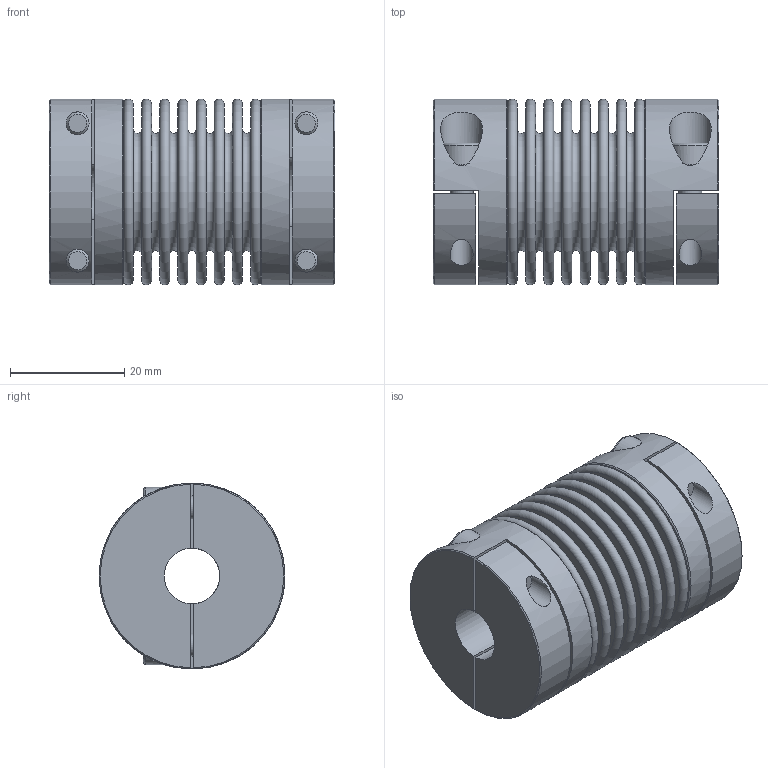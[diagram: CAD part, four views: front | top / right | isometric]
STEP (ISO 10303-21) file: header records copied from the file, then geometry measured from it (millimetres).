
FILE_DESCRIPTION(/* description */ ('STEP AP203'),/* implementation_level */ '2;1');
FILE_NAME(/* name */ 'KB2H-45-50-9.7-12',/* time_stamp */ '2023-06-19T07:51:10+02:00',/* author */ ('License CC BY-ND 4.0'),/* organization */ ('CADENAS'),/* preprocessor_version */ 'ST-DEVELOPER v19.3',/* originating_system */ 'PARTsolutions',/* authorisation */ ' ');
FILE_SCHEMA (('CONFIG_CONTROL_DESIGN','FEATURE_BASED_PROCESS_PLANNING'));
Length unit declared in the file: millimetre
Products named in the file (1): KB2H-45-50-9.7-12
Bounding box: 50 x 32.5 x 32.5 mm (x, y, z)
Volume: 19918.9 mm3; surface area: 25801.4 mm2
Topology: 1 solids, 1 shells, 184 faces, 380 edges, 242 vertices
Faces by surface type: plane 106, torus 38, cylinder 26, cone 14
Full cylindrical faces by diameter (mm): 4 x8, 7 x4, 9.7 x1, 12 x1, 28.2 x2, 32.5 x2
Entity records: 4562 total; most frequent: CARTESIAN_POINT 901, DIRECTION 790, ORIENTED_EDGE 588, AXIS2_PLACEMENT_3D 331, FACE_BOUND 304, EDGE_LOOP 300, EDGE_CURVE 294, VERTEX_POINT 226
